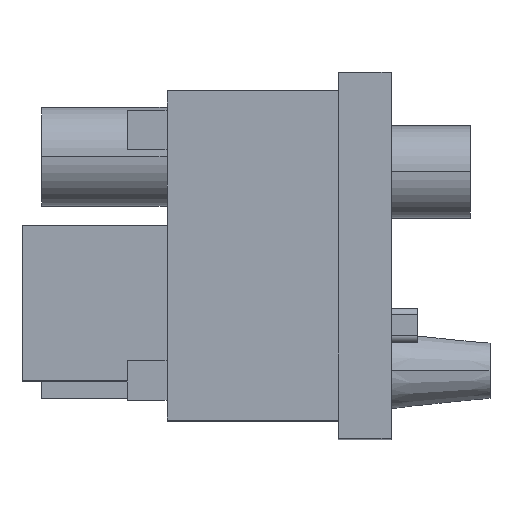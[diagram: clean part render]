
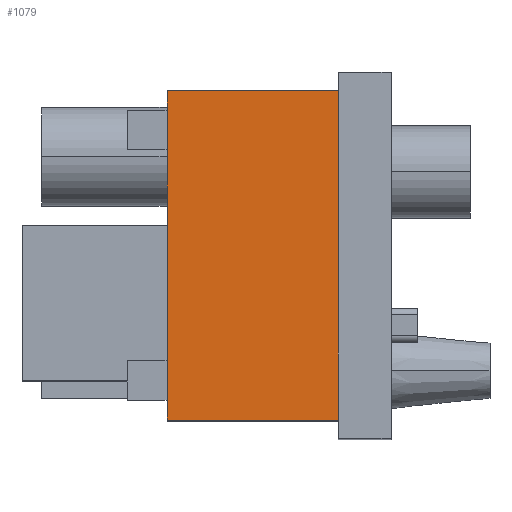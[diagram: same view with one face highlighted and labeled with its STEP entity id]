
A CAD part, top view. The second image highlights one B-rep face of the part: STEP entity #1079.
In plain terms, the highlighted planar face has unit normal (0, 0, 1).
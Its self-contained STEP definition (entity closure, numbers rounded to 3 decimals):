
#23 = EDGE_LOOP ( 'NONE', ( #556, #2348, #2764, #2515, #1435, #615, #1060, #2491 ) ) ;
#45 = EDGE_CURVE ( 'NONE', #2325, #899, #309, .T. ) ;
#117 = EDGE_CURVE ( 'NONE', #2245, #2323, #1051, .T. ) ;
#125 = CARTESIAN_POINT ( 'NONE',  ( 0., -25., 60. ) ) ;
#219 = DIRECTION ( 'NONE',  ( 1., 0., 0. ) ) ;
#263 = VECTOR ( 'NONE', #786, 1000. ) ;
#309 = LINE ( 'NONE', #727, #1000 ) ;
#319 = CARTESIAN_POINT ( 'NONE',  ( -26., -25., 60. ) ) ;
#327 = EDGE_CURVE ( 'NONE', #1809, #642, #656, .T. ) ;
#386 = EDGE_CURVE ( 'NONE', #2333, #1809, #2157, .T. ) ;
#415 = EDGE_CURVE ( 'NONE', #1953, #2325, #1293, .T. ) ;
#431 = CARTESIAN_POINT ( 'NONE',  ( -26., -25., 60. ) ) ;
#435 = CARTESIAN_POINT ( 'NONE',  ( -26., -22., 60. ) ) ;
#455 = CARTESIAN_POINT ( 'NONE',  ( -26., -25., 60. ) ) ;
#531 = VECTOR ( 'NONE', #2439, 1000. ) ;
#549 = PLANE ( 'NONE',  #1853 ) ;
#556 = ORIENTED_EDGE ( 'NONE', *, *, #117, .T. ) ;
#560 = CARTESIAN_POINT ( 'NONE',  ( -26., -25., 60. ) ) ;
#585 = CARTESIAN_POINT ( 'NONE',  ( 0., -25., 60. ) ) ;
#615 = ORIENTED_EDGE ( 'NONE', *, *, #327, .F. ) ;
#642 = VERTEX_POINT ( 'NONE', #1141 ) ;
#656 = LINE ( 'NONE', #455, #1688 ) ;
#665 = EDGE_CURVE ( 'NONE', #642, #1953, #1252, .T. ) ;
#677 = VECTOR ( 'NONE', #2639, 1000. ) ;
#727 = CARTESIAN_POINT ( 'NONE',  ( -26., -25., 60. ) ) ;
#763 = CARTESIAN_POINT ( 'NONE',  ( -26., -25., 60. ) ) ;
#786 = DIRECTION ( 'NONE',  ( 0., 1., 0. ) ) ;
#796 = DIRECTION ( 'NONE',  ( 0., 1., 0. ) ) ;
#806 = CARTESIAN_POINT ( 'NONE',  ( -26., -25., 60. ) ) ;
#809 = DIRECTION ( 'NONE',  ( 0., 0., -1. ) ) ;
#810 = VECTOR ( 'NONE', #796, 1000. ) ;
#825 = VECTOR ( 'NONE', #219, 1000. ) ;
#842 = CARTESIAN_POINT ( 'NONE',  ( -26., 25., 60. ) ) ;
#899 = VERTEX_POINT ( 'NONE', #842 ) ;
#941 = EDGE_CURVE ( 'NONE', #2333, #2245, #2444, .T. ) ;
#969 = FACE_OUTER_BOUND ( 'NONE', #23, .T. ) ;
#979 = CARTESIAN_POINT ( 'NONE',  ( 0., 25., 60. ) ) ;
#1000 = VECTOR ( 'NONE', #2525, 1000. ) ;
#1051 = LINE ( 'NONE', #585, #263 ) ;
#1060 = ORIENTED_EDGE ( 'NONE', *, *, #386, .F. ) ;
#1079 = ADVANCED_FACE ( 'NONE', ( #969 ), #549, .F. ) ;
#1141 = CARTESIAN_POINT ( 'NONE',  ( -26., -16., 60. ) ) ;
#1246 = VECTOR ( 'NONE', #1705, 1000. ) ;
#1252 = LINE ( 'NONE', #319, #810 ) ;
#1293 = LINE ( 'NONE', #2819, #1246 ) ;
#1435 = ORIENTED_EDGE ( 'NONE', *, *, #665, .F. ) ;
#1448 = EDGE_CURVE ( 'NONE', #899, #2323, #2651, .T. ) ;
#1610 = CARTESIAN_POINT ( 'NONE',  ( -26., 16., 60. ) ) ;
#1688 = VECTOR ( 'NONE', #2450, 1000. ) ;
#1705 = DIRECTION ( 'NONE',  ( 0., 1., 0. ) ) ;
#1809 = VERTEX_POINT ( 'NONE', #435 ) ;
#1853 = AXIS2_PLACEMENT_3D ( 'NONE', #763, #809, #1863 ) ;
#1863 = DIRECTION ( 'NONE',  ( -1., 0., 0. ) ) ;
#1953 = VERTEX_POINT ( 'NONE', #1610 ) ;
#1965 = CARTESIAN_POINT ( 'NONE',  ( -26., 25., 60. ) ) ;
#2157 = LINE ( 'NONE', #806, #531 ) ;
#2245 = VERTEX_POINT ( 'NONE', #125 ) ;
#2323 = VERTEX_POINT ( 'NONE', #979 ) ;
#2325 = VERTEX_POINT ( 'NONE', #2562 ) ;
#2333 = VERTEX_POINT ( 'NONE', #560 ) ;
#2348 = ORIENTED_EDGE ( 'NONE', *, *, #1448, .F. ) ;
#2439 = DIRECTION ( 'NONE',  ( 0., 1., 0. ) ) ;
#2444 = LINE ( 'NONE', #431, #825 ) ;
#2450 = DIRECTION ( 'NONE',  ( 0., 1., 0. ) ) ;
#2491 = ORIENTED_EDGE ( 'NONE', *, *, #941, .T. ) ;
#2515 = ORIENTED_EDGE ( 'NONE', *, *, #415, .F. ) ;
#2525 = DIRECTION ( 'NONE',  ( 0., 1., 0. ) ) ;
#2562 = CARTESIAN_POINT ( 'NONE',  ( -26., 22., 60. ) ) ;
#2639 = DIRECTION ( 'NONE',  ( 1., 0., 0. ) ) ;
#2651 = LINE ( 'NONE', #1965, #677 ) ;
#2764 = ORIENTED_EDGE ( 'NONE', *, *, #45, .F. ) ;
#2819 = CARTESIAN_POINT ( 'NONE',  ( -26., -25., 60. ) ) ;
